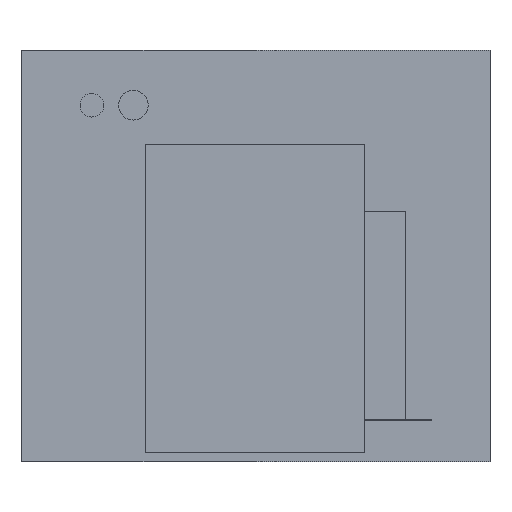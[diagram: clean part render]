
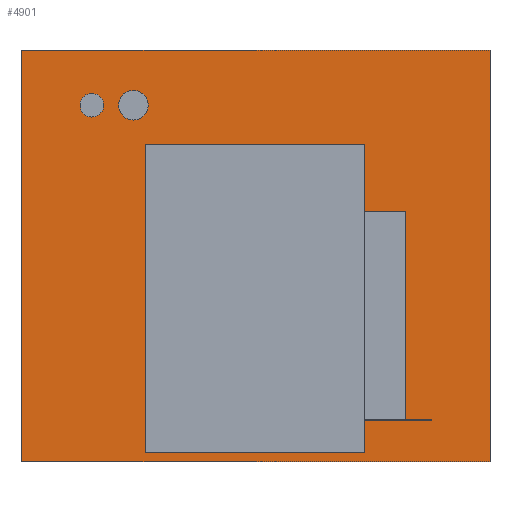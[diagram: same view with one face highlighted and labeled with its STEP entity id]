
A CAD part, front view. The second image highlights one B-rep face of the part: STEP entity #4901.
In plain terms, the highlighted planar face has unit normal (0, -1, 0).
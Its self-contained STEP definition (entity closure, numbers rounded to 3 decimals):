
#46=FACE_BOUND('',#467,.T.);
#47=FACE_BOUND('',#468,.T.);
#58=CIRCLE('',#5245,20.);
#60=CIRCLE('',#5249,25.);
#163=FACE_OUTER_BOUND('',#466,.T.);
#466=EDGE_LOOP('',(#3295,#3296,#3297,#3298));
#467=EDGE_LOOP('',(#3299));
#468=EDGE_LOOP('',(#3300));
#790=LINE('',#6986,#1444);
#792=LINE('',#6990,#1446);
#794=LINE('',#6994,#1448);
#796=LINE('',#6997,#1450);
#1444=VECTOR('',#5650,10.);
#1446=VECTOR('',#5654,10.);
#1448=VECTOR('',#5658,10.);
#1450=VECTOR('',#5662,10.);
#2076=VERTEX_POINT('',#6937);
#2078=VERTEX_POINT('',#6944);
#2091=VERTEX_POINT('',#6983);
#2092=VERTEX_POINT('',#6985);
#2093=VERTEX_POINT('',#6989);
#2094=VERTEX_POINT('',#6993);
#2541=EDGE_CURVE('',#2076,#2076,#58,.T.);
#2544=EDGE_CURVE('',#2078,#2078,#60,.T.);
#2562=EDGE_CURVE('',#2092,#2091,#790,.T.);
#2564=EDGE_CURVE('',#2093,#2092,#792,.T.);
#2566=EDGE_CURVE('',#2094,#2093,#794,.T.);
#2568=EDGE_CURVE('',#2091,#2094,#796,.T.);
#3295=ORIENTED_EDGE('',*,*,#2568,.T.);
#3296=ORIENTED_EDGE('',*,*,#2566,.T.);
#3297=ORIENTED_EDGE('',*,*,#2564,.T.);
#3298=ORIENTED_EDGE('',*,*,#2562,.T.);
#3299=ORIENTED_EDGE('',*,*,#2541,.T.);
#3300=ORIENTED_EDGE('',*,*,#2544,.T.);
#4615=PLANE('',#5261);
#4901=ADVANCED_FACE('',(#163,#46,#47),#4615,.T.);
#5245=AXIS2_PLACEMENT_3D('',#6939,#5606,#5607);
#5249=AXIS2_PLACEMENT_3D('',#6946,#5615,#5616);
#5261=AXIS2_PLACEMENT_3D('',#6998,#5663,#5664);
#5606=DIRECTION('center_axis',(0.,1.,0.));
#5607=DIRECTION('ref_axis',(1.,0.,0.));
#5615=DIRECTION('center_axis',(0.,1.,0.));
#5616=DIRECTION('ref_axis',(1.,0.,0.));
#5650=DIRECTION('',(-1.,0.,0.));
#5654=DIRECTION('',(0.,0.,1.));
#5658=DIRECTION('',(1.,0.,0.));
#5662=DIRECTION('',(0.,0.,-1.));
#5663=DIRECTION('center_axis',(0.,-1.,0.));
#5664=DIRECTION('ref_axis',(0.,0.,-1.));
#6937=CARTESIAN_POINT('',(-297.,-370.,254.5));
#6939=CARTESIAN_POINT('Origin',(-277.,-370.,254.5));
#6944=CARTESIAN_POINT('',(-232.,-370.,254.5));
#6946=CARTESIAN_POINT('Origin',(-207.,-370.,254.5));
#6983=CARTESIAN_POINT('',(-395.,-370.,347.5));
#6985=CARTESIAN_POINT('',(395.,-370.,347.5));
#6986=CARTESIAN_POINT('',(-395.,-370.,347.5));
#6989=CARTESIAN_POINT('',(395.,-370.,-347.5));
#6990=CARTESIAN_POINT('',(395.,-370.,347.5));
#6993=CARTESIAN_POINT('',(-395.,-370.,-347.5));
#6994=CARTESIAN_POINT('',(395.,-370.,-347.5));
#6997=CARTESIAN_POINT('',(-395.,-370.,-347.5));
#6998=CARTESIAN_POINT('Origin',(0.,-370.,0.));
